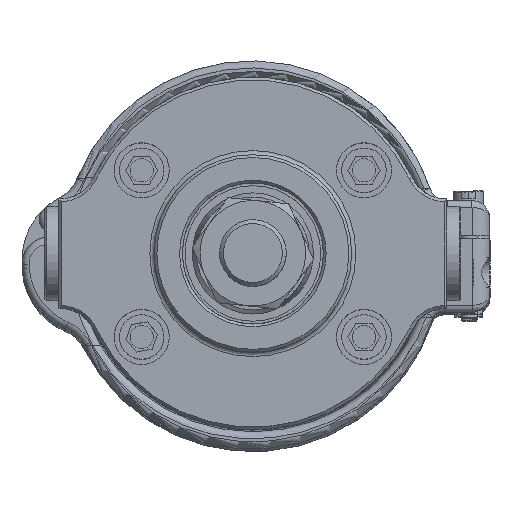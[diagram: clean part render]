
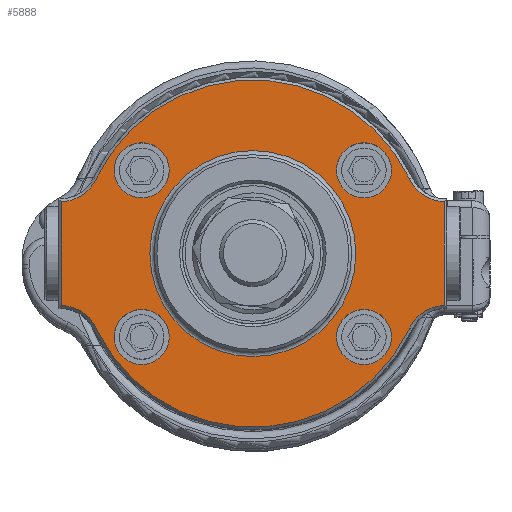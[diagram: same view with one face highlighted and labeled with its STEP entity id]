
A CAD part, top view. The second image highlights one B-rep face of the part: STEP entity #5888.
In plain terms, the highlighted planar face has unit normal (0, 0, 1).
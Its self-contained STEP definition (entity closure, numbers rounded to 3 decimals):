
#153 = AXIS2_PLACEMENT_3D ( 'NONE', #10074, #15491, #6255 ) ;
#399 = CARTESIAN_POINT ( 'NONE',  ( -34.417, -9.338, 25.4 ) ) ;
#471 = CIRCLE ( 'NONE', #9341, 4.953 ) ;
#482 = DIRECTION ( 'NONE',  ( 0., 0., 1. ) ) ;
#577 = AXIS2_PLACEMENT_3D ( 'NONE', #3323, #10179, #614 ) ;
#614 = DIRECTION ( 'NONE',  ( 1., 0., 0. ) ) ;
#628 = CARTESIAN_POINT ( 'NONE',  ( 34.417, -9.338, 25.4 ) ) ;
#722 = CARTESIAN_POINT ( 'NONE',  ( -28.224, -13.397, 25.4 ) ) ;
#1019 = EDGE_CURVE ( 'NONE', #12107, #11404, #15102, .T. ) ;
#1353 = VERTEX_POINT ( 'NONE', #10580 ) ;
#1365 = VERTEX_POINT ( 'NONE', #399 ) ;
#1500 = VECTOR ( 'NONE', #16114, 1000. ) ;
#1735 = VECTOR ( 'NONE', #8568, 1000. ) ;
#1882 = DIRECTION ( 'NONE',  ( 1., 0., 0. ) ) ;
#2149 = AXIS2_PLACEMENT_3D ( 'NONE', #3542, #12827, #16921 ) ;
#2178 = VERTEX_POINT ( 'NONE', #15742 ) ;
#2252 = VERTEX_POINT ( 'NONE', #4699 ) ;
#2413 = CARTESIAN_POINT ( 'NONE',  ( -28.224, 13.397, 25.4 ) ) ;
#2475 = VERTEX_POINT ( 'NONE', #2413 ) ;
#2610 = EDGE_CURVE ( 'NONE', #17065, #17065, #13085, .T. ) ;
#2687 = CIRCLE ( 'NONE', #7107, 7.112 ) ;
#2903 = EDGE_CURVE ( 'NONE', #2178, #1365, #10294, .T. ) ;
#3185 = EDGE_CURVE ( 'NONE', #15221, #12107, #10912, .T. ) ;
#3256 = VERTEX_POINT ( 'NONE', #722 ) ;
#3281 = DIRECTION ( 'NONE',  ( 0., 0., -1. ) ) ;
#3323 = CARTESIAN_POINT ( 'NONE',  ( -20., 15., 25.4 ) ) ;
#3453 = FACE_OUTER_BOUND ( 'NONE', #14564, .T. ) ;
#3542 = CARTESIAN_POINT ( 'NONE',  ( 0., 0., 25.4 ) ) ;
#3588 = EDGE_LOOP ( 'NONE', ( #15501 ) ) ;
#3624 = ORIENTED_EDGE ( 'NONE', *, *, #7958, .F. ) ;
#3720 = CARTESIAN_POINT ( 'NONE',  ( -20., -15., 25.4 ) ) ;
#4102 = DIRECTION ( 'NONE',  ( 1., 0., 0. ) ) ;
#4148 = ORIENTED_EDGE ( 'NONE', *, *, #8537, .F. ) ;
#4155 = DIRECTION ( 'NONE',  ( 1., 0., 0. ) ) ;
#4230 = DIRECTION ( 'NONE',  ( 1., 0., 0. ) ) ;
#4318 = CARTESIAN_POINT ( 'NONE',  ( 20., -15., 25.4 ) ) ;
#4699 = CARTESIAN_POINT ( 'NONE',  ( -15.047, -15., 25.4 ) ) ;
#4890 = CIRCLE ( 'NONE', #153, 31.242 ) ;
#5011 = CIRCLE ( 'NONE', #14149, 7.112 ) ;
#5784 = DIRECTION ( 'NONE',  ( 1., 0., 0. ) ) ;
#5795 = FACE_BOUND ( 'NONE', #13216, .T. ) ;
#5888 = ADVANCED_FACE ( 'NONE', ( #3453, #7111, #12403, #5795, #11108, #12906 ), #6312, .T. ) ;
#5898 = CIRCLE ( 'NONE', #16099, 7.112 ) ;
#5927 = ORIENTED_EDGE ( 'NONE', *, *, #2903, .T. ) ;
#6024 = DIRECTION ( 'NONE',  ( 1., 0., 0. ) ) ;
#6198 = DIRECTION ( 'NONE',  ( 0., 0., -1. ) ) ;
#6245 = DIRECTION ( 'NONE',  ( 1., 0., 0. ) ) ;
#6255 = DIRECTION ( 'NONE',  ( 1., 0., 0. ) ) ;
#6312 = PLANE ( 'NONE',  #2149 ) ;
#6752 = CARTESIAN_POINT ( 'NONE',  ( 28.224, 13.397, 25.4 ) ) ;
#6949 = AXIS2_PLACEMENT_3D ( 'NONE', #4318, #15892, #4230 ) ;
#7100 = CARTESIAN_POINT ( 'NONE',  ( 20., 15., 25.4 ) ) ;
#7107 = AXIS2_PLACEMENT_3D ( 'NONE', #16018, #11987, #4102 ) ;
#7111 = FACE_BOUND ( 'NONE', #3588, .T. ) ;
#7506 = CIRCLE ( 'NONE', #6949, 4.953 ) ;
#7777 = EDGE_LOOP ( 'NONE', ( #14452 ) ) ;
#7820 = EDGE_CURVE ( 'NONE', #2252, #2252, #14953, .T. ) ;
#7958 = EDGE_CURVE ( 'NONE', #9990, #9990, #7506, .T. ) ;
#7963 = DIRECTION ( 'NONE',  ( 0., 0., -1. ) ) ;
#8010 = ORIENTED_EDGE ( 'NONE', *, *, #1019, .T. ) ;
#8039 = EDGE_CURVE ( 'NONE', #11404, #14485, #5011, .T. ) ;
#8055 = CIRCLE ( 'NONE', #577, 4.953 ) ;
#8537 = EDGE_CURVE ( 'NONE', #1353, #1353, #8055, .T. ) ;
#8538 = ORIENTED_EDGE ( 'NONE', *, *, #14360, .T. ) ;
#8568 = DIRECTION ( 'NONE',  ( 0., -1., 0. ) ) ;
#8884 = AXIS2_PLACEMENT_3D ( 'NONE', #3720, #14127, #6245 ) ;
#9025 = CARTESIAN_POINT ( 'NONE',  ( 24.953, -15., 25.4 ) ) ;
#9075 = EDGE_CURVE ( 'NONE', #3256, #15221, #13924, .T. ) ;
#9251 = DIRECTION ( 'NONE',  ( 0., 0., -1. ) ) ;
#9341 = AXIS2_PLACEMENT_3D ( 'NONE', #7100, #482, #5784 ) ;
#9413 = EDGE_CURVE ( 'NONE', #2475, #2178, #5898, .T. ) ;
#9441 = CARTESIAN_POINT ( 'NONE',  ( 28.224, -13.397, 25.4 ) ) ;
#9457 = EDGE_LOOP ( 'NONE', ( #3624 ) ) ;
#9508 = AXIS2_PLACEMENT_3D ( 'NONE', #11168, #6198, #6024 ) ;
#9551 = DIRECTION ( 'NONE',  ( 0., 0., 1. ) ) ;
#9817 = ORIENTED_EDGE ( 'NONE', *, *, #8039, .T. ) ;
#9917 = ORIENTED_EDGE ( 'NONE', *, *, #9413, .T. ) ;
#9990 = VERTEX_POINT ( 'NONE', #9025 ) ;
#10074 = CARTESIAN_POINT ( 'NONE',  ( 0., 0., 25.4 ) ) ;
#10179 = DIRECTION ( 'NONE',  ( 0., 0., 1. ) ) ;
#10294 = LINE ( 'NONE', #15539, #1735 ) ;
#10524 = CARTESIAN_POINT ( 'NONE',  ( 18.542, 0., 25.4 ) ) ;
#10580 = CARTESIAN_POINT ( 'NONE',  ( -15.047, 15., 25.4 ) ) ;
#10807 = CARTESIAN_POINT ( 'NONE',  ( 24.953, 15., 25.4 ) ) ;
#10879 = CARTESIAN_POINT ( 'NONE',  ( 34.417, 9.842, 25.4 ) ) ;
#10887 = AXIS2_PLACEMENT_3D ( 'NONE', #14834, #9551, #15928 ) ;
#10912 = CIRCLE ( 'NONE', #9508, 7.112 ) ;
#10954 = EDGE_LOOP ( 'NONE', ( #15202 ) ) ;
#11062 = ORIENTED_EDGE ( 'NONE', *, *, #14995, .T. ) ;
#11108 = FACE_BOUND ( 'NONE', #10954, .T. ) ;
#11168 = CARTESIAN_POINT ( 'NONE',  ( 34.649, -16.447, 25.4 ) ) ;
#11404 = VERTEX_POINT ( 'NONE', #16499 ) ;
#11450 = AXIS2_PLACEMENT_3D ( 'NONE', #11944, #9251, #14539 ) ;
#11944 = CARTESIAN_POINT ( 'NONE',  ( 0., 0., 25.4 ) ) ;
#11987 = DIRECTION ( 'NONE',  ( 0., 0., -1. ) ) ;
#12107 = VERTEX_POINT ( 'NONE', #628 ) ;
#12403 = FACE_BOUND ( 'NONE', #7777, .T. ) ;
#12827 = DIRECTION ( 'NONE',  ( 0., 0., 1. ) ) ;
#12906 = FACE_BOUND ( 'NONE', #9457, .T. ) ;
#13085 = CIRCLE ( 'NONE', #11450, 18.542 ) ;
#13216 = EDGE_LOOP ( 'NONE', ( #4148 ) ) ;
#13239 = ORIENTED_EDGE ( 'NONE', *, *, #9075, .T. ) ;
#13692 = CARTESIAN_POINT ( 'NONE',  ( 34.649, 16.446, 25.4 ) ) ;
#13764 = ORIENTED_EDGE ( 'NONE', *, *, #3185, .T. ) ;
#13924 = CIRCLE ( 'NONE', #10887, 31.242 ) ;
#14127 = DIRECTION ( 'NONE',  ( 0., 0., 1. ) ) ;
#14149 = AXIS2_PLACEMENT_3D ( 'NONE', #13692, #3281, #1882 ) ;
#14360 = EDGE_CURVE ( 'NONE', #1365, #3256, #2687, .T. ) ;
#14452 = ORIENTED_EDGE ( 'NONE', *, *, #16815, .F. ) ;
#14485 = VERTEX_POINT ( 'NONE', #6752 ) ;
#14539 = DIRECTION ( 'NONE',  ( 1., 0., 0. ) ) ;
#14554 = CARTESIAN_POINT ( 'NONE',  ( -34.649, 16.446, 25.4 ) ) ;
#14564 = EDGE_LOOP ( 'NONE', ( #13764, #8010, #9817, #11062, #9917, #5927, #8538, #13239 ) ) ;
#14834 = CARTESIAN_POINT ( 'NONE',  ( 0., 0., 25.4 ) ) ;
#14953 = CIRCLE ( 'NONE', #8884, 4.953 ) ;
#14995 = EDGE_CURVE ( 'NONE', #14485, #2475, #4890, .T. ) ;
#15102 = LINE ( 'NONE', #10879, #1500 ) ;
#15202 = ORIENTED_EDGE ( 'NONE', *, *, #7820, .F. ) ;
#15221 = VERTEX_POINT ( 'NONE', #9441 ) ;
#15491 = DIRECTION ( 'NONE',  ( 0., 0., 1. ) ) ;
#15501 = ORIENTED_EDGE ( 'NONE', *, *, #2610, .T. ) ;
#15539 = CARTESIAN_POINT ( 'NONE',  ( -34.417, -9.843, 25.4 ) ) ;
#15642 = VERTEX_POINT ( 'NONE', #10807 ) ;
#15742 = CARTESIAN_POINT ( 'NONE',  ( -34.417, 9.338, 25.4 ) ) ;
#15892 = DIRECTION ( 'NONE',  ( 0., 0., 1. ) ) ;
#15928 = DIRECTION ( 'NONE',  ( 1., 0., 0. ) ) ;
#16018 = CARTESIAN_POINT ( 'NONE',  ( -34.649, -16.447, 25.4 ) ) ;
#16099 = AXIS2_PLACEMENT_3D ( 'NONE', #14554, #7963, #4155 ) ;
#16114 = DIRECTION ( 'NONE',  ( 0., 1., 0. ) ) ;
#16499 = CARTESIAN_POINT ( 'NONE',  ( 34.417, 9.338, 25.4 ) ) ;
#16815 = EDGE_CURVE ( 'NONE', #15642, #15642, #471, .T. ) ;
#16921 = DIRECTION ( 'NONE',  ( 1., 0., 0. ) ) ;
#17065 = VERTEX_POINT ( 'NONE', #10524 ) ;
